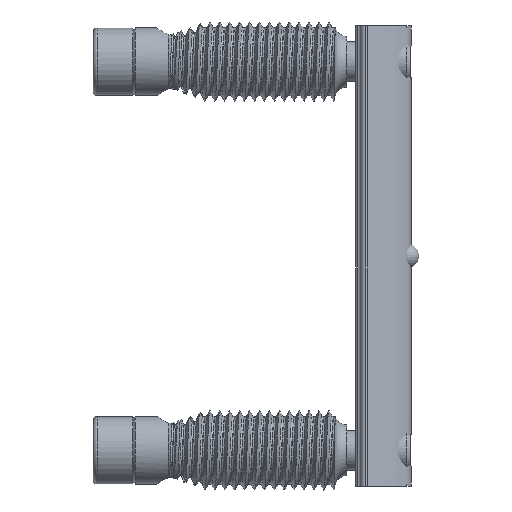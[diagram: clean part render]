
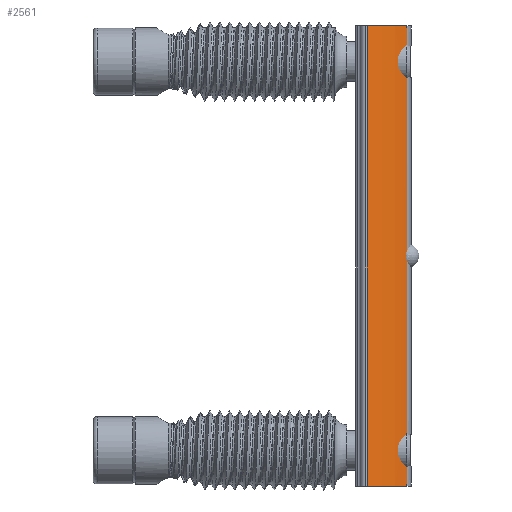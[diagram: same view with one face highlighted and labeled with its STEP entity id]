
A CAD part, left-side view. The second image highlights one B-rep face of the part: STEP entity #2561.
In plain terms, the highlighted cylindrical face has radius 20 mm (diameter 40 mm), a partial arc.
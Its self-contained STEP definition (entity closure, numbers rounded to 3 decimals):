
#242=B_SPLINE_CURVE_WITH_KNOTS('',3,(#3690,#3691,#3692,#3693,#3694,#3695,
#3696,#3697),.UNSPECIFIED.,.F.,.F.,(4,2,2,4),(-0.186,-0.156,
-0.078,0.),.UNSPECIFIED.);
#248=B_SPLINE_CURVE_WITH_KNOTS('',3,(#3749,#3750,#3751,#3752,#3753,#3754,
#3755,#3756),.UNSPECIFIED.,.F.,.F.,(4,2,2,4),(0.,0.078,0.156,
0.186),.UNSPECIFIED.);
#249=B_SPLINE_CURVE_WITH_KNOTS('',3,(#3761,#3762,#3763,#3764,#3765,#3766,
#3767,#3768),.UNSPECIFIED.,.F.,.F.,(4,2,2,4),(-0.186,-0.156,
-0.078,0.),.UNSPECIFIED.);
#255=B_SPLINE_CURVE_WITH_KNOTS('',3,(#3820,#3821,#3822,#3823,#3824,#3825,
#3826,#3827),.UNSPECIFIED.,.F.,.F.,(4,2,2,4),(0.,0.078,0.156,
0.186),.UNSPECIFIED.);
#355=FACE_OUTER_BOUND('',#502,.T.);
#502=EDGE_LOOP('',(#1722,#1723,#1724,#1725,#1726,#1727,#1728,#1729,#1730,
#1731));
#656=CIRCLE('',#2785,20.);
#657=CIRCLE('',#2786,20.);
#736=LINE('',#3830,#876);
#737=LINE('',#3834,#877);
#738=LINE('',#3837,#878);
#739=LINE('',#3838,#879);
#876=VECTOR('',#3034,10.);
#877=VECTOR('',#3037,10.);
#878=VECTOR('',#3040,10.);
#879=VECTOR('',#3041,10.);
#1020=VERTEX_POINT('',#3687);
#1021=VERTEX_POINT('',#3689);
#1026=VERTEX_POINT('',#3740);
#1027=VERTEX_POINT('',#3758);
#1028=VERTEX_POINT('',#3760);
#1033=VERTEX_POINT('',#3811);
#1034=VERTEX_POINT('',#3829);
#1035=VERTEX_POINT('',#3831);
#1036=VERTEX_POINT('',#3833);
#1037=VERTEX_POINT('',#3835);
#1291=EDGE_CURVE('',#1021,#1020,#242,.T.);
#1297=EDGE_CURVE('',#1020,#1026,#248,.T.);
#1299=EDGE_CURVE('',#1028,#1027,#249,.T.);
#1305=EDGE_CURVE('',#1027,#1033,#255,.T.);
#1306=EDGE_CURVE('',#1026,#1034,#736,.T.);
#1307=EDGE_CURVE('',#1035,#1034,#656,.T.);
#1308=EDGE_CURVE('',#1036,#1035,#737,.T.);
#1309=EDGE_CURVE('',#1037,#1036,#657,.T.);
#1310=EDGE_CURVE('',#1037,#1028,#738,.T.);
#1311=EDGE_CURVE('',#1033,#1021,#739,.T.);
#1722=ORIENTED_EDGE('',*,*,#1291,.T.);
#1723=ORIENTED_EDGE('',*,*,#1297,.T.);
#1724=ORIENTED_EDGE('',*,*,#1306,.T.);
#1725=ORIENTED_EDGE('',*,*,#1307,.F.);
#1726=ORIENTED_EDGE('',*,*,#1308,.F.);
#1727=ORIENTED_EDGE('',*,*,#1309,.F.);
#1728=ORIENTED_EDGE('',*,*,#1310,.T.);
#1729=ORIENTED_EDGE('',*,*,#1299,.T.);
#1730=ORIENTED_EDGE('',*,*,#1305,.T.);
#1731=ORIENTED_EDGE('',*,*,#1311,.T.);
#2512=CYLINDRICAL_SURFACE('',#2784,20.);
#2561=ADVANCED_FACE('',(#355),#2512,.T.);
#2784=AXIS2_PLACEMENT_3D('',#3828,#3032,#3033);
#2785=AXIS2_PLACEMENT_3D('',#3832,#3035,#3036);
#2786=AXIS2_PLACEMENT_3D('',#3836,#3038,#3039);
#3032=DIRECTION('center_axis',(0.,0.,1.));
#3033=DIRECTION('ref_axis',(-0.877,-0.481,0.));
#3034=DIRECTION('',(0.,0.,1.));
#3035=DIRECTION('center_axis',(0.,0.,1.));
#3036=DIRECTION('ref_axis',(-0.877,-0.481,0.));
#3037=DIRECTION('',(0.,0.,1.));
#3038=DIRECTION('center_axis',(0.,0.,-1.));
#3039=DIRECTION('ref_axis',(-0.877,-0.481,0.));
#3040=DIRECTION('',(0.,0.,1.));
#3041=DIRECTION('',(0.,0.,1.));
#3687=CARTESIAN_POINT('',(2.633,-5.171,24.5));
#3689=CARTESIAN_POINT('',(3.333,-5.86,22.95));
#3690=CARTESIAN_POINT('Ctrl Pts',(3.333,-5.86,22.95));
#3691=CARTESIAN_POINT('Ctrl Pts',(3.271,-5.802,23.004));
#3692=CARTESIAN_POINT('Ctrl Pts',(3.212,-5.746,23.063));
#3693=CARTESIAN_POINT('Ctrl Pts',(3.011,-5.553,23.288));
#3694=CARTESIAN_POINT('Ctrl Pts',(2.874,-5.417,23.497));
#3695=CARTESIAN_POINT('Ctrl Pts',(2.685,-5.225,23.973));
#3696=CARTESIAN_POINT('Ctrl Pts',(2.633,-5.171,24.24));
#3697=CARTESIAN_POINT('Ctrl Pts',(2.633,-5.171,24.5));
#3740=CARTESIAN_POINT('',(3.333,-5.86,26.05));
#3749=CARTESIAN_POINT('Ctrl Pts',(2.633,-5.171,24.5));
#3750=CARTESIAN_POINT('Ctrl Pts',(2.633,-5.171,24.76));
#3751=CARTESIAN_POINT('Ctrl Pts',(2.685,-5.225,25.027));
#3752=CARTESIAN_POINT('Ctrl Pts',(2.874,-5.417,25.503));
#3753=CARTESIAN_POINT('Ctrl Pts',(3.011,-5.553,25.712));
#3754=CARTESIAN_POINT('Ctrl Pts',(3.212,-5.746,25.937));
#3755=CARTESIAN_POINT('Ctrl Pts',(3.271,-5.802,25.996));
#3756=CARTESIAN_POINT('Ctrl Pts',(3.333,-5.86,26.05));
#3758=CARTESIAN_POINT('',(2.633,-5.171,-24.5));
#3760=CARTESIAN_POINT('',(3.333,-5.86,-26.05));
#3761=CARTESIAN_POINT('Ctrl Pts',(3.333,-5.86,-26.05));
#3762=CARTESIAN_POINT('Ctrl Pts',(3.271,-5.802,-25.996));
#3763=CARTESIAN_POINT('Ctrl Pts',(3.212,-5.746,-25.937));
#3764=CARTESIAN_POINT('Ctrl Pts',(3.011,-5.553,-25.712));
#3765=CARTESIAN_POINT('Ctrl Pts',(2.874,-5.417,-25.503));
#3766=CARTESIAN_POINT('Ctrl Pts',(2.685,-5.225,-25.027));
#3767=CARTESIAN_POINT('Ctrl Pts',(2.633,-5.171,-24.76));
#3768=CARTESIAN_POINT('Ctrl Pts',(2.633,-5.171,-24.5));
#3811=CARTESIAN_POINT('',(3.333,-5.86,-22.95));
#3820=CARTESIAN_POINT('Ctrl Pts',(2.633,-5.171,-24.5));
#3821=CARTESIAN_POINT('Ctrl Pts',(2.633,-5.171,-24.24));
#3822=CARTESIAN_POINT('Ctrl Pts',(2.685,-5.225,-23.973));
#3823=CARTESIAN_POINT('Ctrl Pts',(2.874,-5.417,-23.497));
#3824=CARTESIAN_POINT('Ctrl Pts',(3.011,-5.553,-23.288));
#3825=CARTESIAN_POINT('Ctrl Pts',(3.212,-5.746,-23.063));
#3826=CARTESIAN_POINT('Ctrl Pts',(3.271,-5.802,-23.004));
#3827=CARTESIAN_POINT('Ctrl Pts',(3.333,-5.86,-22.95));
#3828=CARTESIAN_POINT('Origin',(17.005,8.737,0.));
#3829=CARTESIAN_POINT('',(3.333,-5.86,29.));
#3830=CARTESIAN_POINT('',(3.333,-5.86,0.));
#3831=CARTESIAN_POINT('',(-0.526,-0.889,29.));
#3832=CARTESIAN_POINT('Origin',(17.005,8.737,29.));
#3833=CARTESIAN_POINT('',(-0.526,-0.889,-29.));
#3834=CARTESIAN_POINT('',(-0.526,-0.889,0.));
#3835=CARTESIAN_POINT('',(3.333,-5.86,-29.));
#3836=CARTESIAN_POINT('Origin',(17.005,8.737,-29.));
#3837=CARTESIAN_POINT('',(3.333,-5.86,0.));
#3838=CARTESIAN_POINT('',(3.333,-5.86,0.));
